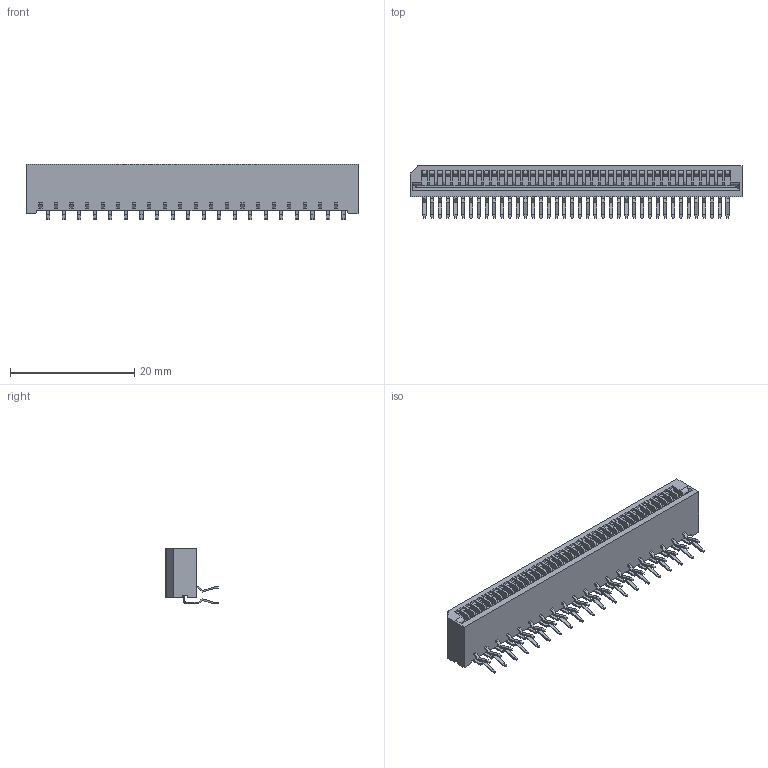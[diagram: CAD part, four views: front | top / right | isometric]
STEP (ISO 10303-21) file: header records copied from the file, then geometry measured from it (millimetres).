
FILE_DESCRIPTION(('STEP AP242'),'1');
FILE_NAME('52044-4045.stp','2025-01-30T10:10:28',('TraceParts'),('TraceParts S.A.'),'Spatial InterOp 3D',' ',' ');
FILE_SCHEMA(('AP242_MANAGED_MODEL_BASED_3D_ENGINEERING_MIM_LF {1 0 10303 442 1 1 4}'));
Length unit declared in the file: millimetre
Products named in the file (1): 52044-4045_1
Bounding box: 53.4 x 8.5 x 9 mm (x, y, z)
Volume: 1911.4 mm3; surface area: 2170.9 mm2
Topology: 1 solids, 1 shells, 1113 faces, 3415 edges, 2392 vertices
Faces by surface type: plane 952, cylinder 161
Entity records: 37845 total; most frequent: CARTESIAN_POINT 6760, ORIENTED_EDGE 6656, DIRECTION 6043, EDGE_CURVE 3328, LINE 3013, VECTOR 3013, VERTEX_POINT 2218, AXIS2_PLACEMENT_3D 1515
